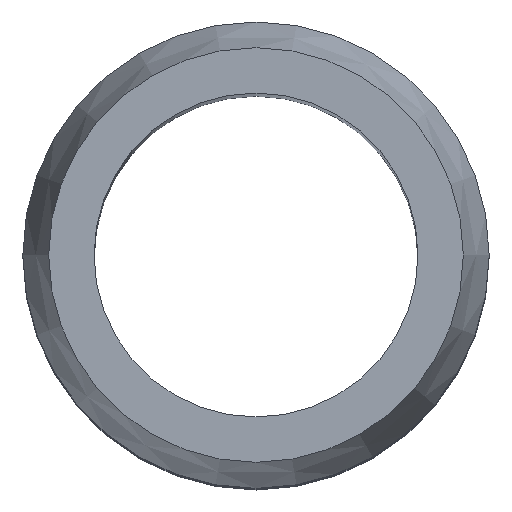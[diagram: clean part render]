
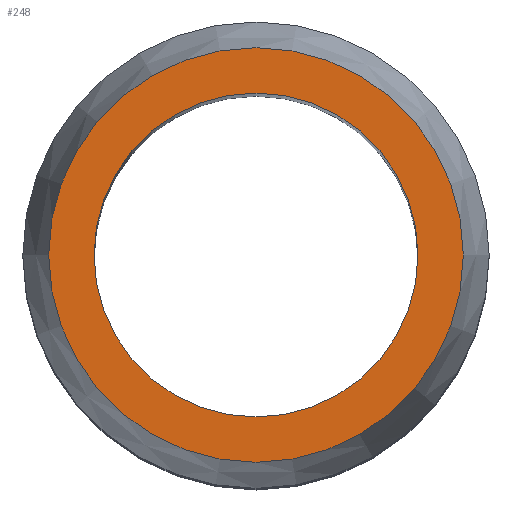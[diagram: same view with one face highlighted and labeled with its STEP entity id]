
A CAD part, top view. The second image highlights one B-rep face of the part: STEP entity #248.
In plain terms, the highlighted planar face has unit normal (0, 0, 1).
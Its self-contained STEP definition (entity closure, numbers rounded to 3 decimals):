
#24=PLANE('',#277);
#34=FACE_BOUND('',#84,.T.);
#57=FACE_OUTER_BOUND('',#83,.T.);
#83=EDGE_LOOP('',(#198));
#84=EDGE_LOOP('',(#199));
#126=CIRCLE('',#276,5.);
#127=CIRCLE('',#278,6.4);
#149=VERTEX_POINT('',#420);
#150=VERTEX_POINT('',#423);
#172=EDGE_CURVE('',#149,#149,#126,.T.);
#173=EDGE_CURVE('',#150,#150,#127,.T.);
#198=ORIENTED_EDGE('',*,*,#173,.F.);
#199=ORIENTED_EDGE('',*,*,#172,.T.);
#248=ADVANCED_FACE('',(#57,#34),#24,.T.);
#276=AXIS2_PLACEMENT_3D('',#421,#330,#331);
#277=AXIS2_PLACEMENT_3D('',#422,#332,#333);
#278=AXIS2_PLACEMENT_3D('',#424,#334,#335);
#330=DIRECTION('center_axis',(0.,0.,-1.));
#331=DIRECTION('ref_axis',(1.,0.,0.));
#332=DIRECTION('center_axis',(0.,0.,1.));
#333=DIRECTION('ref_axis',(1.,0.,0.));
#334=DIRECTION('center_axis',(0.,0.,-1.));
#335=DIRECTION('ref_axis',(1.,0.,0.));
#420=CARTESIAN_POINT('',(29.986,16.131,64.233));
#421=CARTESIAN_POINT('Origin',(24.986,16.131,64.233));
#422=CARTESIAN_POINT('Origin',(31.386,16.131,64.233));
#423=CARTESIAN_POINT('',(31.386,16.131,64.233));
#424=CARTESIAN_POINT('Origin',(24.986,16.131,64.233));
